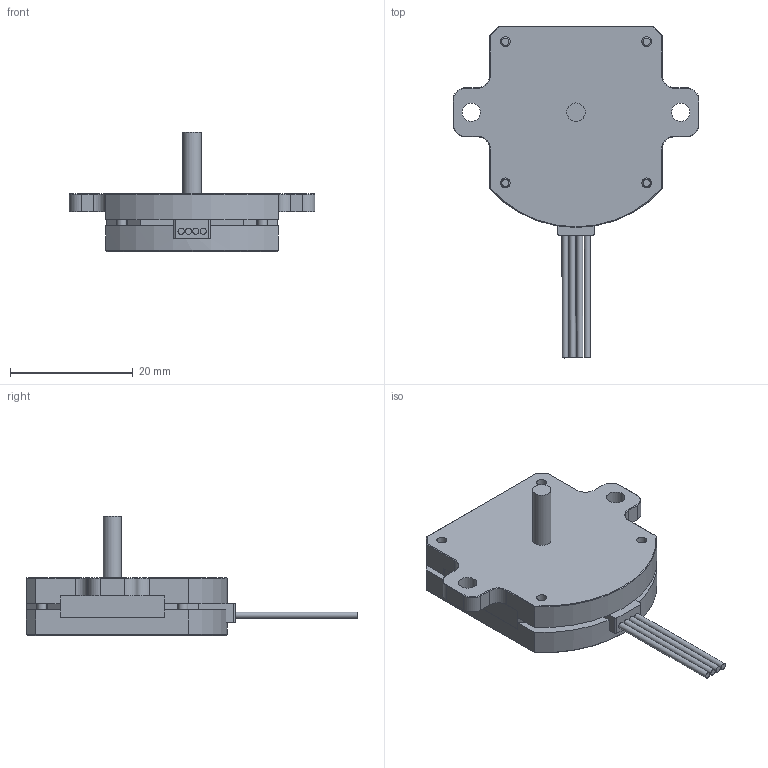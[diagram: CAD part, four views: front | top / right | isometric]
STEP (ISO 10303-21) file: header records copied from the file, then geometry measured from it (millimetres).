
FILE_DESCRIPTION((''),'2;1');
FILE_NAME('STF2818X0504.stp','2013-11-28T08:41:48',('schneid_a'),(''),'Autodesk Inventor 2010','Autodesk Inventor 2010','');
FILE_SCHEMA(('AUTOMOTIVE_DESIGN { 1 0 10303 214 1 1 1 1 }'));
Length unit declared in the file: millimetre
Products named in the file (6): STF2818X0504; Frontplatte_STF2818X0504; Stator_STF2818X0504; Endplatte_STF2818X0504; Welle_STF2818X0504; ISO 7046-1 Z M1,6 x 8 - 4.8 - Z
Assembly tree (8 placements, depth 2):
  STF2818X0504
    Frontplatte_STF2818X0504
    Stator_STF2818X0504
    Endplatte_STF2818X0504
    Welle_STF2818X0504
    ISO 7046-1 Z M1,6 x 8 - 4.8 - Z  x4
Bounding box: 40 x 54.05 x 19.4 mm (x, y, z)
Volume: 8366.7 mm3; surface area: 7490.5 mm2
Topology: 9 solids, 9 shells, 340 faces, 860 edges, 542 vertices
Faces by surface type: plane 200, cone 78, cylinder 46, torus 16
Full cylindrical faces by diameter (mm): 1 x4, 1.385 x4, 1.6 x8, 1.8 x4, 3 x10
Entity records: 6642 total; most frequent: CARTESIAN_POINT 1337, DIRECTION 1054, ORIENTED_EDGE 1026, EDGE_CURVE 513, VECTOR 354, LINE 354, AXIS2_PLACEMENT_3D 350, VERTEX_POINT 341
